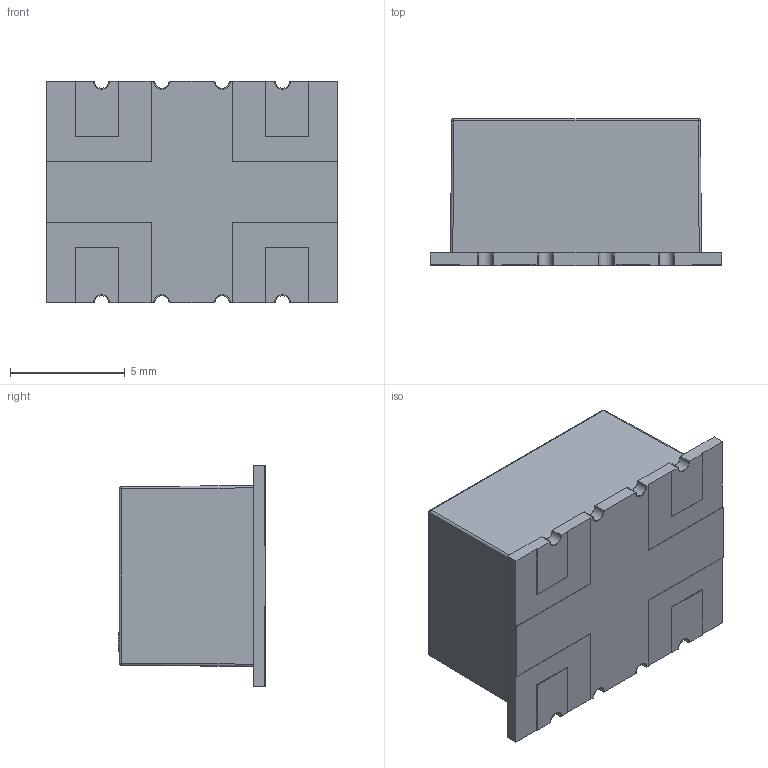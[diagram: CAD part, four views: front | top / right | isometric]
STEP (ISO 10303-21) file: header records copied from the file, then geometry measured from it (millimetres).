
FILE_DESCRIPTION (( 'STEP AP214' ), '1' );
FILE_NAME ('User Library-AH202-1.STEP', '2021-11-30T14:08:20', ( '' ), ( '' ), 'SwSTEP 2.0', 'SolidWorks 2021', '' );
FILE_SCHEMA (( 'AUTOMOTIVE_DESIGN' ));
Length unit declared in the file: millimetre
Products named in the file (1): User Library-AH202-1
Bounding box: 12.7 x 6.42 x 9.65 mm (x, y, z)
Volume: 560.8 mm3; surface area: 493.3 mm2
Topology: 9 solids, 9 shells, 130 faces, 322 edges, 208 vertices
Faces by surface type: plane 80, cylinder 46, sphere 4
Entity records: 5031 total; most frequent: CARTESIAN_POINT 669, DIRECTION 664, ORIENTED_EDGE 636, EDGE_CURVE 318, VECTOR 226, LINE 226, AXIS2_PLACEMENT_3D 219, VERTEX_POINT 208
